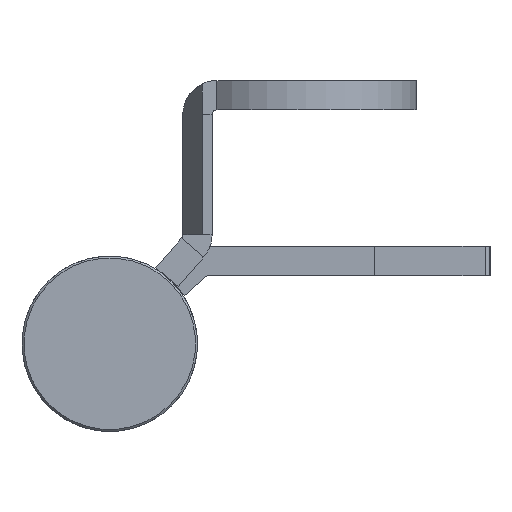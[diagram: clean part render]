
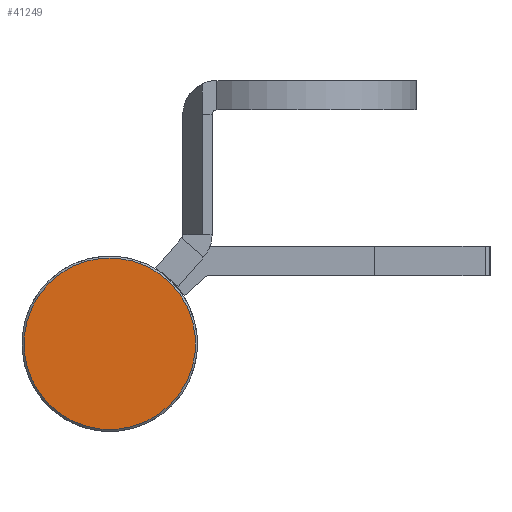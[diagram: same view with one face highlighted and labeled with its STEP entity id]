
A CAD part, left-side view. The second image highlights one B-rep face of the part: STEP entity #41249.
In plain terms, the highlighted face is planar.
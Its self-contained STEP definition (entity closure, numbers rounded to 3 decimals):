
#1006 = CARTESIAN_POINT ( 'NONE',  ( 37., 0., 8.8 ) ) ;
#3296 = EDGE_CURVE ( 'NONE', #23578, #27675, #48173, .T. ) ;
#5410 = CARTESIAN_POINT ( 'NONE',  ( 37., 0., 0. ) ) ;
#9442 = CARTESIAN_POINT ( 'NONE',  ( 37., 8.8, 0. ) ) ;
#11539 = CARTESIAN_POINT ( 'NONE',  ( 37., 0., 0. ) ) ;
#12781 = AXIS2_PLACEMENT_3D ( 'NONE', #11539, #15122, #43472 ) ;
#13055 = DIRECTION ( 'NONE',  ( 0., 0., 1. ) ) ;
#15122 = DIRECTION ( 'NONE',  ( -1., 0., 0. ) ) ;
#19202 = CARTESIAN_POINT ( 'NONE',  ( 37., 0., -8.8 ) ) ;
#20784 = FACE_OUTER_BOUND ( 'NONE', #34792, .T. ) ;
#21600 = DIRECTION ( 'NONE',  ( -1., 0., 0. ) ) ;
#23578 = VERTEX_POINT ( 'NONE', #1006 ) ;
#27675 = VERTEX_POINT ( 'NONE', #19202 ) ;
#28625 = EDGE_CURVE ( 'NONE', #27675, #23578, #42108, .T. ) ;
#32228 = AXIS2_PLACEMENT_3D ( 'NONE', #5410, #21600, #40419 ) ;
#34792 = EDGE_LOOP ( 'NONE', ( #39063, #39163 ) ) ;
#39063 = ORIENTED_EDGE ( 'NONE', *, *, #3296, .F. ) ;
#39163 = ORIENTED_EDGE ( 'NONE', *, *, #28625, .F. ) ;
#40104 = DIRECTION ( 'NONE',  ( -1., 0., 0. ) ) ;
#40419 = DIRECTION ( 'NONE',  ( 0., 0., 1. ) ) ;
#41249 = ADVANCED_FACE ( 'NONE', ( #20784 ), #43966, .F. ) ;
#42108 = CIRCLE ( 'NONE', #32228, 8.8 ) ;
#43457 = AXIS2_PLACEMENT_3D ( 'NONE', #9442, #40104, #13055 ) ;
#43472 = DIRECTION ( 'NONE',  ( 0., 0., 1. ) ) ;
#43966 = PLANE ( 'NONE',  #43457 ) ;
#48173 = CIRCLE ( 'NONE', #12781, 8.8 ) ;
